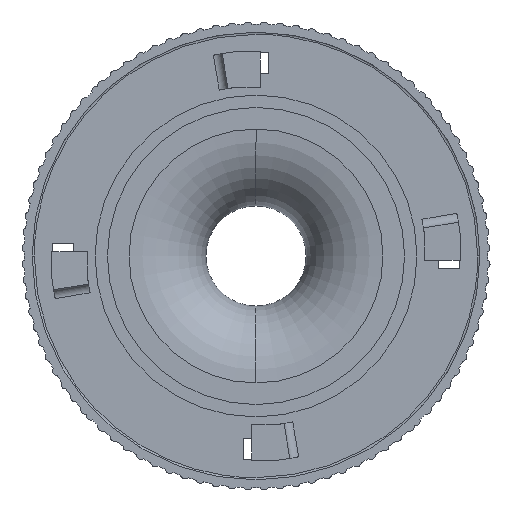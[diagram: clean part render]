
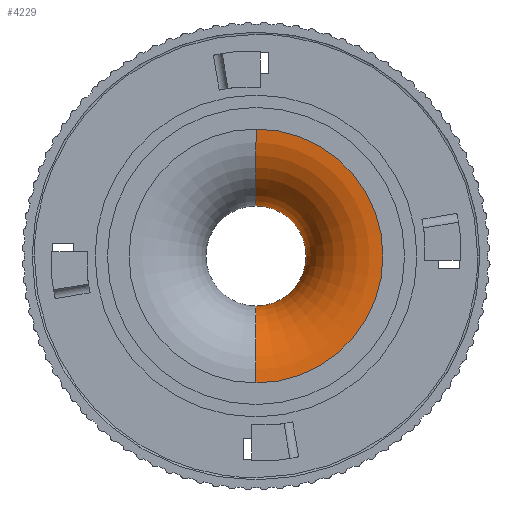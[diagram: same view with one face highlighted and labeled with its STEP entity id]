
A CAD part, front view. The second image highlights one B-rep face of the part: STEP entity #4229.
In plain terms, the highlighted toroidal (fillet/blend) face has major radius 28.5 mm and minor radius 17.26 mm.
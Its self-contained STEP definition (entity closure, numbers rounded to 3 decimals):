
#1277 = EDGE_CURVE ( 'NONE', #1516, #4862, #6433, .T. ) ;
#1370 = DIRECTION ( 'NONE',  ( -1., 0., 0. ) ) ;
#1505 = DIRECTION ( 'NONE',  ( 0., 0., -1. ) ) ;
#1516 = VERTEX_POINT ( 'NONE', #2620 ) ;
#1727 = TOROIDAL_SURFACE ( 'NONE', #2475, 28.5, 17.26 ) ;
#2341 = EDGE_CURVE ( 'NONE', #1516, #9770, #7281, .T. ) ;
#2475 = AXIS2_PLACEMENT_3D ( 'NONE', #6359, #8178, #4430 ) ;
#2620 = CARTESIAN_POINT ( 'NONE',  ( 0., 12.3, -28.49 ) ) ;
#2630 = ORIENTED_EDGE ( 'NONE', *, *, #8840, .F. ) ;
#2751 = ORIENTED_EDGE ( 'NONE', *, *, #2341, .T. ) ;
#4229 = ADVANCED_FACE ( 'NONE', ( #11371 ), #1727, .T. ) ;
#4430 = DIRECTION ( 'NONE',  ( 0., 0., -1. ) ) ;
#4680 = ORIENTED_EDGE ( 'NONE', *, *, #5199, .T. ) ;
#4862 = VERTEX_POINT ( 'NONE', #10873 ) ;
#5067 = AXIS2_PLACEMENT_3D ( 'NONE', #6898, #1370, #7736 ) ;
#5199 = EDGE_CURVE ( 'NONE', #9770, #11019, #6204, .T. ) ;
#5237 = CARTESIAN_POINT ( 'NONE',  ( 0., 29.56, 0. ) ) ;
#5759 = CIRCLE ( 'NONE', #10231, 11.24 ) ;
#6118 = CARTESIAN_POINT ( 'NONE',  ( 0., 12.3, 0. ) ) ;
#6204 = CIRCLE ( 'NONE', #6892, 17.26 ) ;
#6359 = CARTESIAN_POINT ( 'NONE',  ( 0., 29.56, 0. ) ) ;
#6433 = CIRCLE ( 'NONE', #5067, 17.26 ) ;
#6618 = EDGE_LOOP ( 'NONE', ( #2751, #4680, #2630, #8669 ) ) ;
#6892 = AXIS2_PLACEMENT_3D ( 'NONE', #9636, #9475, #7762 ) ;
#6898 = CARTESIAN_POINT ( 'NONE',  ( 0., 29.56, -28.5 ) ) ;
#7281 = CIRCLE ( 'NONE', #10761, 28.49 ) ;
#7736 = DIRECTION ( 'NONE',  ( 0., 0., 1. ) ) ;
#7762 = DIRECTION ( 'NONE',  ( 0., 0., -1. ) ) ;
#8039 = DIRECTION ( 'NONE',  ( 0., -1., 0. ) ) ;
#8178 = DIRECTION ( 'NONE',  ( 0., -1., 0. ) ) ;
#8669 = ORIENTED_EDGE ( 'NONE', *, *, #1277, .F. ) ;
#8840 = EDGE_CURVE ( 'NONE', #4862, #11019, #5759, .T. ) ;
#9020 = DIRECTION ( 'NONE',  ( 0., 0., -1. ) ) ;
#9475 = DIRECTION ( 'NONE',  ( 1., 0., 0. ) ) ;
#9636 = CARTESIAN_POINT ( 'NONE',  ( 0., 29.56, 28.5 ) ) ;
#9690 = CARTESIAN_POINT ( 'NONE',  ( 0., 12.3, 28.49 ) ) ;
#9770 = VERTEX_POINT ( 'NONE', #9690 ) ;
#10231 = AXIS2_PLACEMENT_3D ( 'NONE', #5237, #8039, #9020 ) ;
#10747 = DIRECTION ( 'NONE',  ( 0., -1., 0. ) ) ;
#10761 = AXIS2_PLACEMENT_3D ( 'NONE', #6118, #10747, #1505 ) ;
#10873 = CARTESIAN_POINT ( 'NONE',  ( 0., 29.56, -11.24 ) ) ;
#11019 = VERTEX_POINT ( 'NONE', #11521 ) ;
#11371 = FACE_OUTER_BOUND ( 'NONE', #6618, .T. ) ;
#11521 = CARTESIAN_POINT ( 'NONE',  ( 0., 29.56, 11.24 ) ) ;
